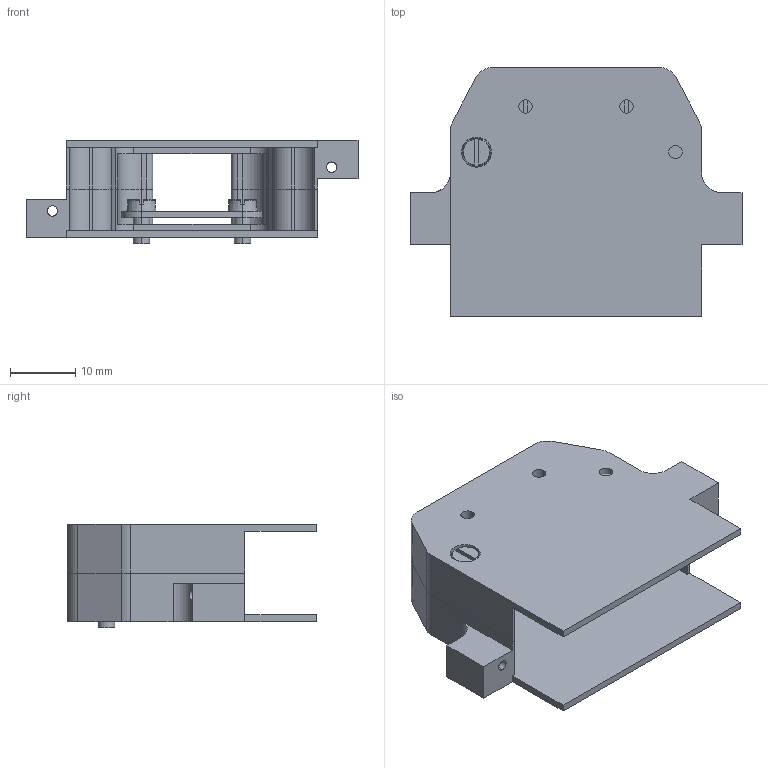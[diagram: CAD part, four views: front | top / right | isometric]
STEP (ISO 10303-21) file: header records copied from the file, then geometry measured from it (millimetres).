
FILE_DESCRIPTION (( 'STEP AP214' ), '1' );
FILE_NAME ('211-HSG-D25-UHV.STEP', '2016-01-14T12:51:08', ( 'allectra' ), ( 'Microsoft' ), 'SwSTEP 2.0', 'SolidWorks 2014', '' );
FILE_SCHEMA (( 'AUTOMOTIVE_DESIGN' ));
Length unit declared in the file: millimetre
Products named in the file (12): ISO 1207 - M2.5 x 12 --- 12N; ISO 1207 - M2.5 x 5 --- 5N; 9211-HSG-D25-UHV; 9211-SR-UHV; 211-HSG-D25-UHV; ISO 1207 - M2.5 x 12 --- 12N_ISO 1207 - M2.5 x 12 --- 12N; ISO 1207 - M2.5 x 5 --- 5N_ISO 1207 - M2.5 x 5 --- 5N; 9211-HSG-D25-UHV_9211-HSG-D25-UHV
Assembly tree (7 placements, depth 2):
  ISO 1207 - M2.5 x 12 --- 12N
  ISO 1207 - M2.5 x 5 --- 5N
  ISO 1207 - M2.5 x 5 --- 5N
  9211-HSG-D25-UHV
  9211-HSG-D25-UHV
Bounding box: 50.9 x 38.2 x 15.9 mm (x, y, z)
Volume: 7409.5 mm3; surface area: 9306.1 mm2
Topology: 7 solids, 7 shells, 187 faces, 501 edges, 334 vertices
Faces by surface type: plane 94, cylinder 77, cone 8, torus 8
Entity records: 3721 total; most frequent: CARTESIAN_POINT 766, DIRECTION 570, ORIENTED_EDGE 528, EDGE_CURVE 264, AXIS2_PLACEMENT_3D 214, VERTEX_POINT 176, LINE 142, VECTOR 142
